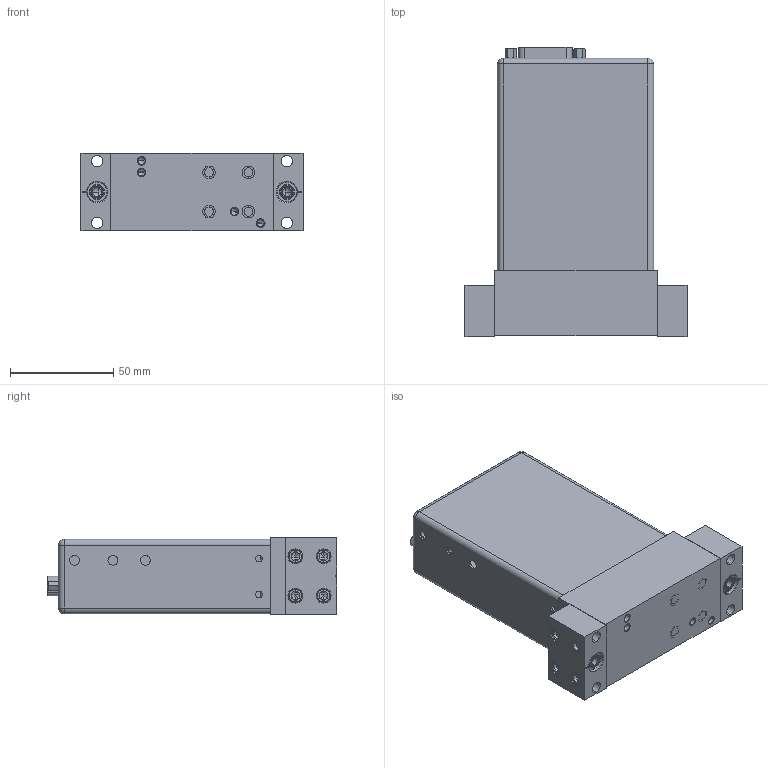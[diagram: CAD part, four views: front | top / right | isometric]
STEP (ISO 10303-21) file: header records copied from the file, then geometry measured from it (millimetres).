
FILE_DESCRIPTION((''),'2;1');
FILE_NAME('116458_W-SEAL_ASM','2012-04-11T',('cockrofm'),('MKS Instruments, Inc.'),'PRO/ENGINEER BY PARAMETRIC TECHNOLOGY CORPORATION, 2009060','PRO/ENGINEER BY PARAMETRIC TECHNOLOGY CORPORATION, 2009060','');
FILE_SCHEMA(('CONFIG_CONTROL_DESIGN'));
Length unit declared in the file: inch
Products named in the file (16): 121769-P1-LONG; 116498_CHASSIS-REWORK; 164-9438_STANDOFF-GLOBE_4-40; 185-0349_WASHER-FLAT-HRD-TMPR; 119773-P1; 1011702-001_4-40_PAN-HD-SEMS; 120852-P10_COMPRESSED_1; 122130_W_SEAL_END_FLANGE; 110-9689_CNNCTR-15PIN; 118415_PC-ASM-MAIN-BD_ASM; 119741_PC-ASSY-640-641-MAIN_ASM; 115959-P3; 114-9512_SCREWLOCK-FML; 185-7813_SPLIT-LCK; 122155-P1_NO8; 116458_W-SEAL_ASM
Assembly tree (39 placements, depth 3):
  116458_W-SEAL_ASM
    121769-P1-LONG
    116498_CHASSIS-REWORK
    164-9438_STANDOFF-GLOBE_4-40  x2
    185-0349_WASHER-FLAT-HRD-TMPR  x4
    119773-P1  x4
    1011702-001_4-40_PAN-HD-SEMS
    120852-P10_COMPRESSED_1  x2
    122130_W_SEAL_END_FLANGE  x2
    118415_PC-ASM-MAIN-BD_ASM
      110-9689_CNNCTR-15PIN
    119741_PC-ASSY-640-641-MAIN_ASM
    115959-P3
    114-9512_SCREWLOCK-FML  x2
    185-7813_SPLIT-LCK  x8
    122155-P1_NO8  x8
Bounding box: 107.54 x 140.26 x 37.49 mm (x, y, z)
Volume: 138543.2 mm3; surface area: 95195.9 mm2
Topology: 39 solids, 61 shells, 1849 faces, 4487 edges, 2719 vertices
Faces by surface type: plane 853, cylinder 528, cone 190, bspline 160, torus 104, sphere 14
Entity records: 43693 total; most frequent: CARTESIAN_POINT 11670, DIRECTION 6673, ORIENTED_EDGE 6412, EDGE_CURVE 3245, AXIS2_PLACEMENT_3D 2310, VECTOR 2053, LINE 2053, VERTEX_POINT 2053
